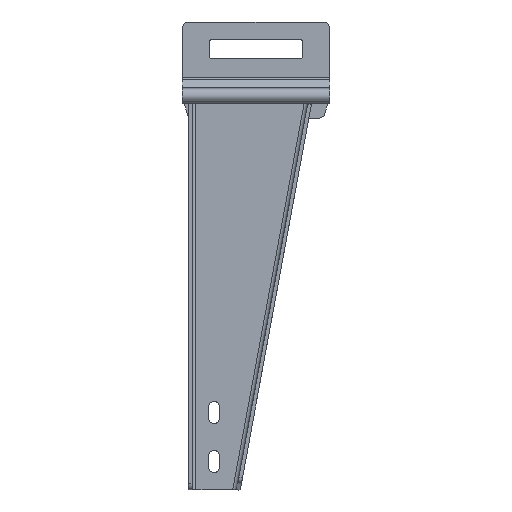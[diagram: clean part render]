
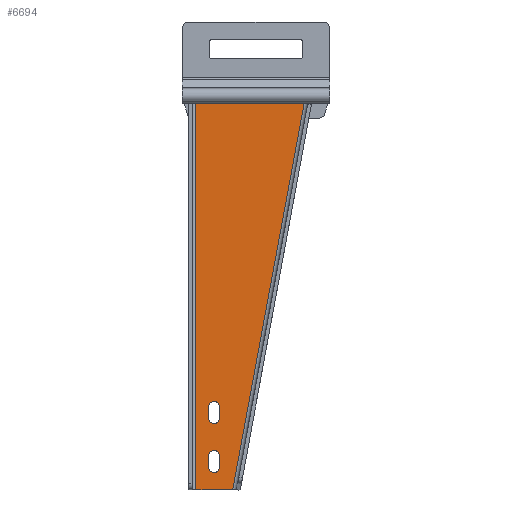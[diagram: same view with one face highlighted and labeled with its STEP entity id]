
A CAD part, left-side view. The second image highlights one B-rep face of the part: STEP entity #6694.
In plain terms, the highlighted face is planar.
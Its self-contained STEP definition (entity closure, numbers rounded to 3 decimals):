
#5517=DIRECTION('',(0.,1.,0.));
#5518=VECTOR('',#5517,30.048);
#5519=CARTESIAN_POINT('',(315.,92.774,0.));
#5520=LINE('',#5519,#5518);
#5521=DIRECTION('',(1.,0.,0.));
#5522=VECTOR('',#5521,315.);
#5523=CARTESIAN_POINT('',(0.,122.822,0.));
#5524=LINE('',#5523,#5522);
#5525=DIRECTION('',(0.,-1.,0.));
#5526=VECTOR('',#5525,88.221);
#5527=CARTESIAN_POINT('',(0.,122.822,0.));
#5528=LINE('',#5527,#5526);
#5529=DIRECTION('',(0.983,0.182,0.));
#5530=VECTOR('',#5529,320.327);
#5531=CARTESIAN_POINT('',(0.,34.601,0.));
#5532=LINE('',#5531,#5530);
#5533=CARTESIAN_POINT('',(296.503,107.912,0.));
#5534=DIRECTION('',(0.,0.,-1.));
#5535=DIRECTION('',(0.,1.,0.));
#5536=AXIS2_PLACEMENT_3D('',#5533,#5534,#5535);
#5538=DIRECTION('',(-1.,0.,0.));
#5539=VECTOR('',#5538,9.);
#5540=CARTESIAN_POINT('',(296.503,103.412,0.));
#5541=LINE('',#5540,#5539);
#5542=CARTESIAN_POINT('',(287.503,107.912,0.));
#5543=DIRECTION('',(0.,0.,-1.));
#5544=DIRECTION('',(0.,-1.,0.));
#5545=AXIS2_PLACEMENT_3D('',#5542,#5543,#5544);
#5547=DIRECTION('',(1.,0.,0.));
#5548=VECTOR('',#5547,9.);
#5549=CARTESIAN_POINT('',(287.503,112.412,0.));
#5550=LINE('',#5549,#5548);
#5551=DIRECTION('',(-1.,0.,0.));
#5552=VECTOR('',#5551,9.);
#5553=CARTESIAN_POINT('',(256.503,103.412,0.));
#5554=LINE('',#5553,#5552);
#5555=CARTESIAN_POINT('',(247.503,107.912,0.));
#5556=DIRECTION('',(0.,0.,-1.));
#5557=DIRECTION('',(0.,-1.,0.));
#5558=AXIS2_PLACEMENT_3D('',#5555,#5556,#5557);
#5560=DIRECTION('',(1.,0.,0.));
#5561=VECTOR('',#5560,9.);
#5562=CARTESIAN_POINT('',(247.503,112.412,0.));
#5563=LINE('',#5562,#5561);
#5564=CARTESIAN_POINT('',(256.503,107.912,0.));
#5565=DIRECTION('',(0.,0.,-1.));
#5566=DIRECTION('',(0.,1.,0.));
#5567=AXIS2_PLACEMENT_3D('',#5564,#5565,#5566);
#5996=CARTESIAN_POINT('',(296.503,112.412,0.));
#5997=CARTESIAN_POINT('',(296.503,103.412,0.));
#5998=VERTEX_POINT('',#5996);
#5999=VERTEX_POINT('',#5997);
#6000=CARTESIAN_POINT('',(287.503,103.412,0.));
#6001=VERTEX_POINT('',#6000);
#6002=CARTESIAN_POINT('',(287.503,112.412,0.));
#6003=VERTEX_POINT('',#6002);
#6004=CARTESIAN_POINT('',(256.503,103.412,0.));
#6005=CARTESIAN_POINT('',(247.503,103.412,0.));
#6006=VERTEX_POINT('',#6004);
#6007=VERTEX_POINT('',#6005);
#6008=CARTESIAN_POINT('',(247.503,112.412,0.));
#6009=VERTEX_POINT('',#6008);
#6010=CARTESIAN_POINT('',(256.503,112.412,0.));
#6011=VERTEX_POINT('',#6010);
#6268=CARTESIAN_POINT('',(0.,122.822,0.));
#6269=VERTEX_POINT('',#6268);
#6270=CARTESIAN_POINT('',(315.,122.822,0.));
#6271=VERTEX_POINT('',#6270);
#6286=CARTESIAN_POINT('',(315.,92.774,0.));
#6287=VERTEX_POINT('',#6286);
#6288=CARTESIAN_POINT('',(0.,34.601,0.));
#6289=VERTEX_POINT('',#6288);
#6660=CARTESIAN_POINT('',(0.,0.,0.));
#6661=DIRECTION('',(0.,0.,1.));
#6662=DIRECTION('',(1.,0.,0.));
#6663=AXIS2_PLACEMENT_3D('',#6660,#6661,#6662);
#6664=PLANE('',#6663);
#6666=ORIENTED_EDGE('',*,*,#6665,.T.);
#6667=ORIENTED_EDGE('',*,*,#6653,.F.);
#6669=ORIENTED_EDGE('',*,*,#6668,.T.);
#6671=ORIENTED_EDGE('',*,*,#6670,.T.);
#6672=EDGE_LOOP('',(#6666,#6667,#6669,#6671));
#6673=FACE_OUTER_BOUND('',#6672,.F.);
#6675=ORIENTED_EDGE('',*,*,#6674,.T.);
#6677=ORIENTED_EDGE('',*,*,#6676,.T.);
#6679=ORIENTED_EDGE('',*,*,#6678,.T.);
#6681=ORIENTED_EDGE('',*,*,#6680,.T.);
#6682=EDGE_LOOP('',(#6675,#6677,#6679,#6681));
#6683=FACE_BOUND('',#6682,.F.);
#6685=ORIENTED_EDGE('',*,*,#6684,.T.);
#6687=ORIENTED_EDGE('',*,*,#6686,.T.);
#6689=ORIENTED_EDGE('',*,*,#6688,.T.);
#6691=ORIENTED_EDGE('',*,*,#6690,.T.);
#6692=EDGE_LOOP('',(#6685,#6687,#6689,#6691));
#6693=FACE_BOUND('',#6692,.F.);
#6694=ADVANCED_FACE('',(#6673,#6683,#6693),#6664,.F.);
#5537=CIRCLE('',#5536,4.5);
#5546=CIRCLE('',#5545,4.5);
#5559=CIRCLE('',#5558,4.5);
#5568=CIRCLE('',#5567,4.5);
#6653=EDGE_CURVE('',#6269,#6271,#5524,.T.);
#6665=EDGE_CURVE('',#6287,#6271,#5520,.T.);
#6668=EDGE_CURVE('',#6269,#6289,#5528,.T.);
#6670=EDGE_CURVE('',#6289,#6287,#5532,.T.);
#6674=EDGE_CURVE('',#5998,#5999,#5537,.T.);
#6676=EDGE_CURVE('',#5999,#6001,#5541,.T.);
#6678=EDGE_CURVE('',#6001,#6003,#5546,.T.);
#6680=EDGE_CURVE('',#6003,#5998,#5550,.T.);
#6684=EDGE_CURVE('',#6006,#6007,#5554,.T.);
#6686=EDGE_CURVE('',#6007,#6009,#5559,.T.);
#6688=EDGE_CURVE('',#6009,#6011,#5563,.T.);
#6690=EDGE_CURVE('',#6011,#6006,#5568,.T.);
